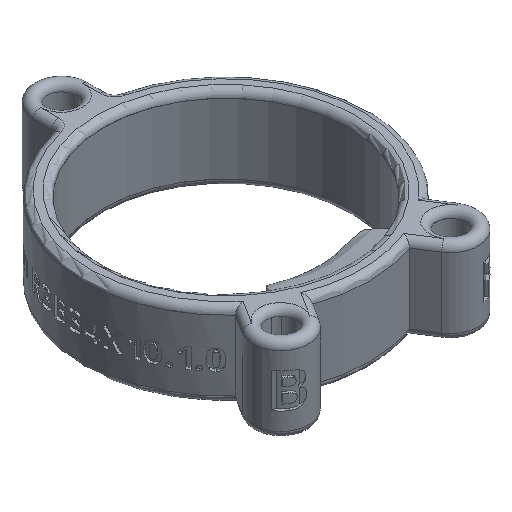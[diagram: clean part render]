
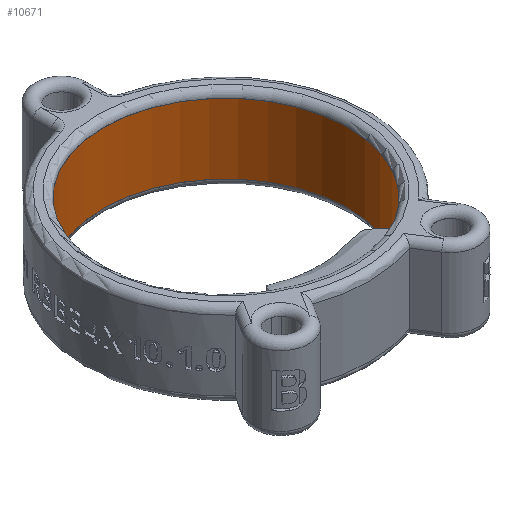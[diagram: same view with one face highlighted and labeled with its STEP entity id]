
A CAD part, isometric view. The second image highlights one B-rep face of the part: STEP entity #10671.
In plain terms, the highlighted cylindrical face has radius 17.5 mm (diameter 35 mm), a partial arc.
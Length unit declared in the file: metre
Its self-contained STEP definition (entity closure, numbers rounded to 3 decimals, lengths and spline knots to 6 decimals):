
#369=CYLINDRICAL_SURFACE('',#11359,0.0175);
#1101=LINE('',#14598,#1857);
#1102=LINE('',#14599,#1858);
#1857=VECTOR('',#12220,1.);
#1858=VECTOR('',#12221,1.);
#2697=ORIENTED_EDGE('',*,*,#6015,.T.);
#2698=ORIENTED_EDGE('',*,*,#6036,.T.);
#2699=ORIENTED_EDGE('',*,*,#6023,.F.);
#2700=ORIENTED_EDGE('',*,*,#6037,.F.);
#6015=EDGE_CURVE('',#7694,#7693,#8791,.T.);
#6023=EDGE_CURVE('',#7700,#7702,#8795,.T.);
#6036=EDGE_CURVE('',#7693,#7702,#1101,.T.);
#6037=EDGE_CURVE('',#7694,#7700,#1102,.T.);
#7693=VERTEX_POINT('',#14555);
#7694=VERTEX_POINT('',#14557);
#7700=VERTEX_POINT('',#14571);
#7702=VERTEX_POINT('',#14574);
#8791=CIRCLE('',#11347,0.0175);
#8795=CIRCLE('',#11352,0.0175);
#9067=EDGE_LOOP('',(#2697,#2698,#2699,#2700));
#9748=FACE_BOUND('',#9067,.T.);
#10671=ADVANCED_FACE('',(#9748),#369,.F.);
#11347=AXIS2_PLACEMENT_3D('',#14556,#12183,#12184);
#11352=AXIS2_PLACEMENT_3D('',#14573,#12197,#12198);
#11359=AXIS2_PLACEMENT_3D('',#14597,#12218,#12219);
#12183=DIRECTION('',(0.,0.,1.));
#12184=DIRECTION('',(1.,0.,0.));
#12197=DIRECTION('',(0.,0.,1.));
#12198=DIRECTION('',(1.,0.,0.));
#12218=DIRECTION('',(0.,0.,-1.));
#12219=DIRECTION('',(-1.,0.,0.));
#12220=DIRECTION('',(0.,0.,-1.));
#12221=DIRECTION('',(0.,0.,-1.));
#14555=CARTESIAN_POINT('',(-0.009403,-0.014759,0.005));
#14556=CARTESIAN_POINT('',(0.,0.,0.005));
#14557=CARTESIAN_POINT('',(0.009403,-0.014759,0.005));
#14571=CARTESIAN_POINT('',(0.009403,-0.014759,-0.005));
#14573=CARTESIAN_POINT('',(0.,0.,-0.005));
#14574=CARTESIAN_POINT('',(-0.009403,-0.014759,-0.005));
#14597=CARTESIAN_POINT('',(0.,0.,0.005));
#14598=CARTESIAN_POINT('',(-0.009403,-0.014759,0.006002));
#14599=CARTESIAN_POINT('',(0.009403,-0.014759,0.006002));
